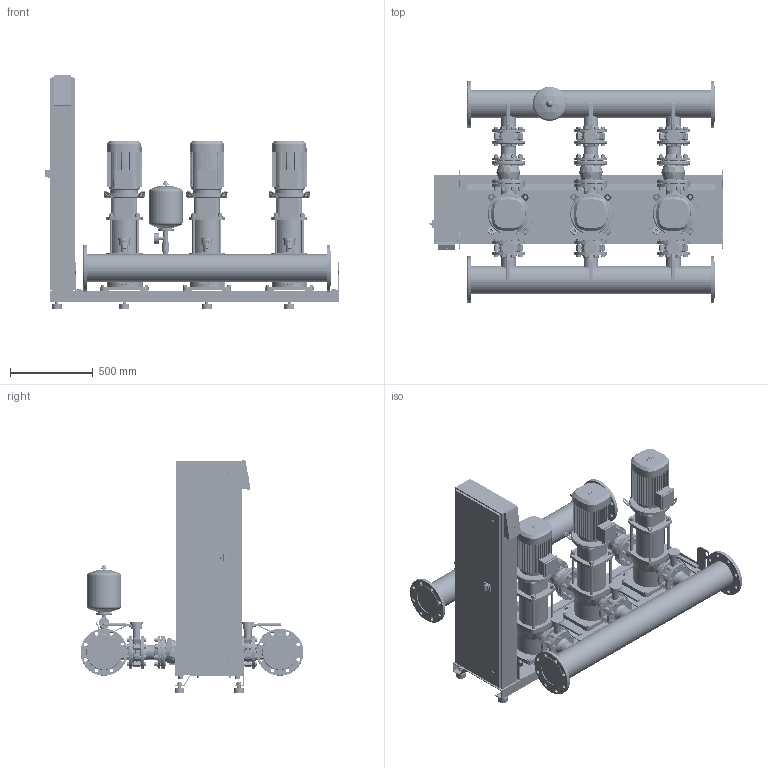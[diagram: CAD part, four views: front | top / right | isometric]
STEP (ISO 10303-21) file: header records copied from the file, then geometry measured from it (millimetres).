
FILE_DESCRIPTION((''),'2;1');
FILE_NAME('3d_SiBoostSmart3HELIXV5202_2-2540828.stp','2016-01-25T10:39:09',(''),(''),'Mechanical Desktop 2009','Mechanical Desktop 2009',', , ');
FILE_SCHEMA(('CONFIG_CONTROL_DESIGN'));
Length unit declared in the file: millimetre
Products named in the file (1): Product
Bounding box: 1780 x 1351 x 1413.4 mm (x, y, z)
Volume: 290900843.3 mm3; surface area: 18128145.5 mm2
Topology: 298 solids, 298 shells, 7969 faces, 19560 edges, 12620 vertices
Faces by surface type: bspline 3175, plane 2183, cylinder 1907, torus 382, cone 268, sphere 54
Entity records: 266014 total; most frequent: CARTESIAN_POINT 82585, ORIENTED_EDGE 39016, DIRECTION 35813, EDGE_CURVE 19508, VERTEX_POINT 12618, AXIS2_PLACEMENT_3D 12422, VECTOR 10969, LINE 10969
